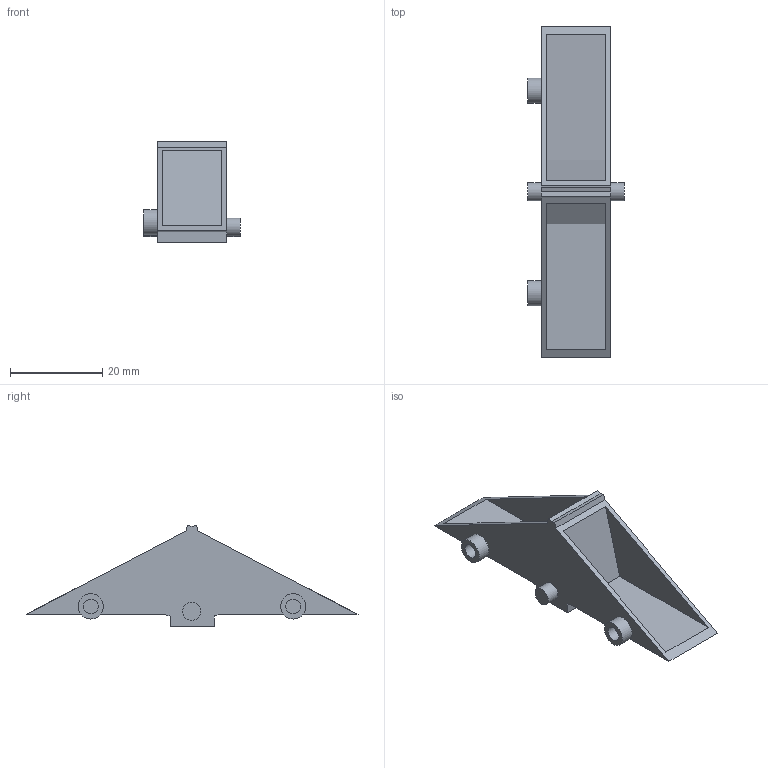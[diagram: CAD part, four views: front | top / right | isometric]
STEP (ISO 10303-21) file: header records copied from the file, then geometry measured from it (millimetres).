
FILE_DESCRIPTION(/* description */ (''),/* implementation_level */ '2;1');
FILE_NAME(/* name */ 'threshold-Hyetometer v4.step',/* time_stamp */ '2025-06-16T12:58:01+02:00',/* author */ (''),/* organization */ (''),/* preprocessor_version */ 'ST-DEVELOPER v20.1',/* originating_system */ 'Autodesk Translation Framework v14.10.0.0',/* authorisation */ '');
FILE_SCHEMA (('AUTOMOTIVE_DESIGN { 1 0 10303 214 3 1 1 }'));
Length unit declared in the file: millimetre
Products named in the file (1): Wippe-Hyetometer
Bounding box: 21 x 72 x 22.04 mm (x, y, z)
Volume: 4924.7 mm3; surface area: 5279.2 mm2
Topology: 5 solids, 5 shells, 40 faces, 78 edges, 52 vertices
Faces by surface type: plane 34, cylinder 6
Full cylindrical faces by diameter (mm): 3.2 x2, 4 x2, 5.5 x2
Entity records: 1050 total; most frequent: DIRECTION 172, CARTESIAN_POINT 171, ORIENTED_EDGE 156, EDGE_CURVE 78, LINE 66, VECTOR 66, AXIS2_PLACEMENT_3D 53, VERTEX_POINT 52
